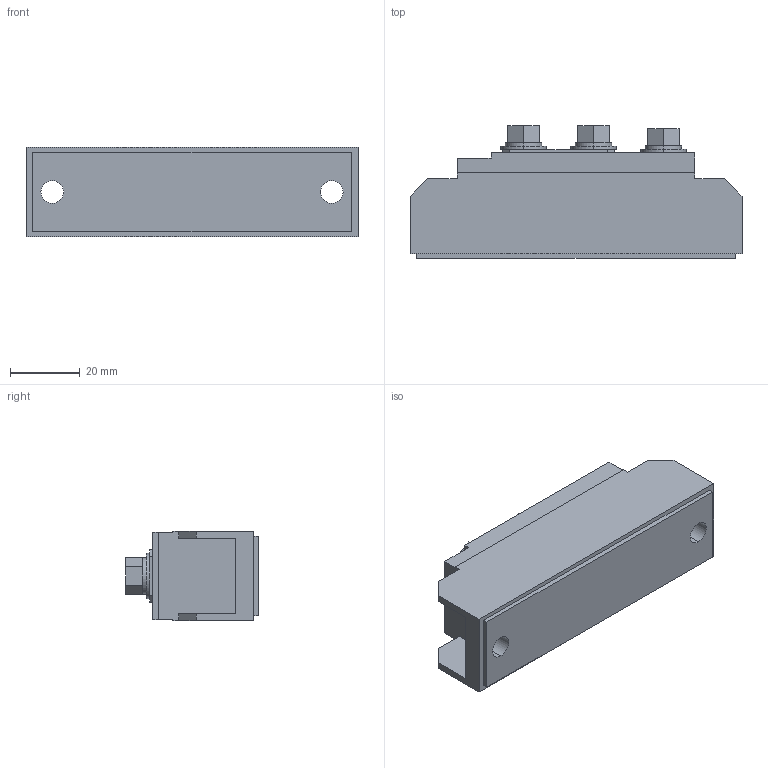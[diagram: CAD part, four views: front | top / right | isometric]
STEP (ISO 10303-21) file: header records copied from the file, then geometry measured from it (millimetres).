
FILE_DESCRIPTION (( 'STEP AP214' ), '1' );
FILE_NAME ('45MTC70-110.STEP', '2025-04-14T06:21:33', ( '' ), ( 'Microsoft' ), 'SwSTEP 2.0', 'SolidWorks 2014', '' );
FILE_SCHEMA (( 'AUTOMOTIVE_DESIGN' ));
Length unit declared in the file: millimetre
Products named in the file (1): 45MTC70-110
Bounding box: 95 x 38 x 25.5 mm (x, y, z)
Volume: 59227.5 mm3; surface area: 13326 mm2
Topology: 1 solids, 1 shells, 102 faces, 236 edges, 142 vertices
Faces by surface type: plane 86, cylinder 16
Entity records: 2862 total; most frequent: DIRECTION 490, CARTESIAN_POINT 481, ORIENTED_EDGE 472, EDGE_CURVE 236, LINE 188, VECTOR 188, AXIS2_PLACEMENT_3D 151, VERTEX_POINT 142
